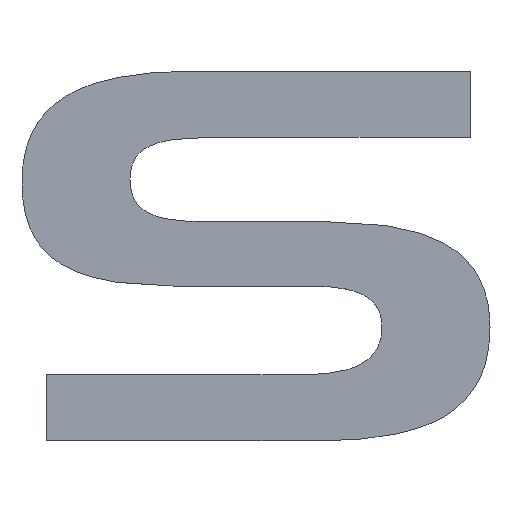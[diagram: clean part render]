
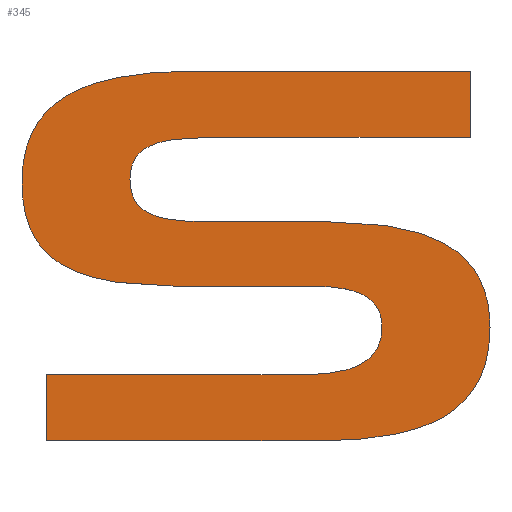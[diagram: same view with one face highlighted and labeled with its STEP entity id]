
A CAD part, top view. The second image highlights one B-rep face of the part: STEP entity #345.
In plain terms, the highlighted planar face has unit normal (0, 0, 1).
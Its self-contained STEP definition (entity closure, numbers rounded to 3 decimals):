
#19=(
BOUNDED_CURVE()
B_SPLINE_CURVE(3,(#451,#452,#453,#454),.UNSPECIFIED.,.F.,.F.)
B_SPLINE_CURVE_WITH_KNOTS((4,4),(0.,1.),.UNSPECIFIED.)
CURVE()
GEOMETRIC_REPRESENTATION_ITEM()
RATIONAL_B_SPLINE_CURVE((1.,1.,1.,1.))
REPRESENTATION_ITEM('')
);
#21=(
BOUNDED_CURVE()
B_SPLINE_CURVE(3,(#470,#471,#472,#473),.UNSPECIFIED.,.F.,.F.)
B_SPLINE_CURVE_WITH_KNOTS((4,4),(0.,1.),.UNSPECIFIED.)
CURVE()
GEOMETRIC_REPRESENTATION_ITEM()
RATIONAL_B_SPLINE_CURVE((1.,1.,1.,1.))
REPRESENTATION_ITEM('')
);
#23=(
BOUNDED_CURVE()
B_SPLINE_CURVE(3,(#495,#496,#497,#498),.UNSPECIFIED.,.F.,.F.)
B_SPLINE_CURVE_WITH_KNOTS((4,4),(0.,1.),.UNSPECIFIED.)
CURVE()
GEOMETRIC_REPRESENTATION_ITEM()
RATIONAL_B_SPLINE_CURVE((1.,1.,1.,1.))
REPRESENTATION_ITEM('')
);
#25=(
BOUNDED_CURVE()
B_SPLINE_CURVE(3,(#514,#515,#516,#517),.UNSPECIFIED.,.F.,.F.)
B_SPLINE_CURVE_WITH_KNOTS((4,4),(0.,1.),.UNSPECIFIED.)
CURVE()
GEOMETRIC_REPRESENTATION_ITEM()
RATIONAL_B_SPLINE_CURVE((1.,1.,1.,1.))
REPRESENTATION_ITEM('')
);
#27=(
BOUNDED_CURVE()
B_SPLINE_CURVE(3,(#551,#552,#553,#554),.UNSPECIFIED.,.F.,.F.)
B_SPLINE_CURVE_WITH_KNOTS((4,4),(0.,1.),.UNSPECIFIED.)
CURVE()
GEOMETRIC_REPRESENTATION_ITEM()
RATIONAL_B_SPLINE_CURVE((1.,1.,1.,1.))
REPRESENTATION_ITEM('')
);
#29=(
BOUNDED_CURVE()
B_SPLINE_CURVE(3,(#570,#571,#572,#573),.UNSPECIFIED.,.F.,.F.)
B_SPLINE_CURVE_WITH_KNOTS((4,4),(0.,1.),.UNSPECIFIED.)
CURVE()
GEOMETRIC_REPRESENTATION_ITEM()
RATIONAL_B_SPLINE_CURVE((1.,1.,1.,1.))
REPRESENTATION_ITEM('')
);
#31=(
BOUNDED_CURVE()
B_SPLINE_CURVE(3,(#595,#596,#597,#598),.UNSPECIFIED.,.F.,.F.)
B_SPLINE_CURVE_WITH_KNOTS((4,4),(0.,1.),.UNSPECIFIED.)
CURVE()
GEOMETRIC_REPRESENTATION_ITEM()
RATIONAL_B_SPLINE_CURVE((1.,1.,1.,1.))
REPRESENTATION_ITEM('')
);
#33=(
BOUNDED_CURVE()
B_SPLINE_CURVE(3,(#614,#615,#616,#617),.UNSPECIFIED.,.F.,.F.)
B_SPLINE_CURVE_WITH_KNOTS((4,4),(0.,1.),.UNSPECIFIED.)
CURVE()
GEOMETRIC_REPRESENTATION_ITEM()
RATIONAL_B_SPLINE_CURVE((1.,1.,1.,1.))
REPRESENTATION_ITEM('')
);
#59=FACE_OUTER_BOUND('',#77,.T.);
#77=EDGE_LOOP('',(#287,#288,#289,#290,#291,#292,#293,#294,#295,#296,#297,
#298,#299,#300,#301,#302));
#79=LINE('',#436,#111);
#85=LINE('',#482,#117);
#90=LINE('',#526,#122);
#93=LINE('',#532,#125);
#96=LINE('',#538,#128);
#101=LINE('',#582,#133);
#106=LINE('',#626,#138);
#109=LINE('',#631,#141);
#111=VECTOR('',#379,10.);
#117=VECTOR('',#387,10.);
#122=VECTOR('',#394,10.);
#125=VECTOR('',#399,10.);
#128=VECTOR('',#404,10.);
#133=VECTOR('',#411,10.);
#138=VECTOR('',#418,10.);
#141=VECTOR('',#423,10.);
#143=VERTEX_POINT('',#434);
#144=VERTEX_POINT('',#435);
#147=VERTEX_POINT('',#450);
#149=VERTEX_POINT('',#469);
#151=VERTEX_POINT('',#481);
#153=VERTEX_POINT('',#494);
#155=VERTEX_POINT('',#513);
#157=VERTEX_POINT('',#525);
#159=VERTEX_POINT('',#531);
#161=VERTEX_POINT('',#537);
#163=VERTEX_POINT('',#550);
#165=VERTEX_POINT('',#569);
#167=VERTEX_POINT('',#581);
#169=VERTEX_POINT('',#594);
#171=VERTEX_POINT('',#613);
#173=VERTEX_POINT('',#625);
#175=EDGE_CURVE('',#143,#144,#79,.T.);
#179=EDGE_CURVE('',#147,#143,#19,.T.);
#182=EDGE_CURVE('',#149,#147,#21,.T.);
#185=EDGE_CURVE('',#151,#149,#85,.T.);
#188=EDGE_CURVE('',#153,#151,#23,.T.);
#191=EDGE_CURVE('',#155,#153,#25,.T.);
#194=EDGE_CURVE('',#157,#155,#90,.T.);
#197=EDGE_CURVE('',#159,#157,#93,.T.);
#200=EDGE_CURVE('',#161,#159,#96,.T.);
#203=EDGE_CURVE('',#163,#161,#27,.T.);
#206=EDGE_CURVE('',#165,#163,#29,.T.);
#209=EDGE_CURVE('',#167,#165,#101,.T.);
#212=EDGE_CURVE('',#169,#167,#31,.T.);
#215=EDGE_CURVE('',#171,#169,#33,.T.);
#218=EDGE_CURVE('',#173,#171,#106,.T.);
#221=EDGE_CURVE('',#144,#173,#109,.T.);
#287=ORIENTED_EDGE('',*,*,#221,.F.);
#288=ORIENTED_EDGE('',*,*,#175,.F.);
#289=ORIENTED_EDGE('',*,*,#179,.F.);
#290=ORIENTED_EDGE('',*,*,#182,.F.);
#291=ORIENTED_EDGE('',*,*,#185,.F.);
#292=ORIENTED_EDGE('',*,*,#188,.F.);
#293=ORIENTED_EDGE('',*,*,#191,.F.);
#294=ORIENTED_EDGE('',*,*,#194,.F.);
#295=ORIENTED_EDGE('',*,*,#197,.F.);
#296=ORIENTED_EDGE('',*,*,#200,.F.);
#297=ORIENTED_EDGE('',*,*,#203,.F.);
#298=ORIENTED_EDGE('',*,*,#206,.F.);
#299=ORIENTED_EDGE('',*,*,#209,.F.);
#300=ORIENTED_EDGE('',*,*,#212,.F.);
#301=ORIENTED_EDGE('',*,*,#215,.F.);
#302=ORIENTED_EDGE('',*,*,#218,.F.);
#327=PLANE('',#370);
#345=ADVANCED_FACE('',(#59),#327,.T.);
#370=AXIS2_PLACEMENT_3D('',#633,#425,#426);
#379=DIRECTION('',(-1.,0.,0.));
#387=DIRECTION('',(1.,0.,0.));
#394=DIRECTION('',(-1.,0.,0.));
#399=DIRECTION('',(0.,-1.,0.));
#404=DIRECTION('',(1.,0.,0.));
#411=DIRECTION('',(-1.,0.,0.));
#418=DIRECTION('',(1.,0.,0.));
#423=DIRECTION('',(0.,1.,0.));
#425=DIRECTION('center_axis',(0.,0.,
1.));
#426=DIRECTION('ref_axis',(-1.,0.,0.));
#434=CARTESIAN_POINT('',(3.399,-6.477,56.5));
#435=CARTESIAN_POINT('',(-10.14,-6.477,56.5));
#436=CARTESIAN_POINT('',(3.399,-6.477,56.5));
#450=CARTESIAN_POINT('',(12.033,-0.819,56.5));
#451=CARTESIAN_POINT('Ctrl Pts',(12.033,-0.819,56.5));
#452=CARTESIAN_POINT('Ctrl Pts',(12.033,-4.842,56.5));
#453=CARTESIAN_POINT('Ctrl Pts',(9.253,-6.477,56.5));
#454=CARTESIAN_POINT('Ctrl Pts',(3.399,-6.477,56.5));
#469=CARTESIAN_POINT('',(3.824,4.479,56.5));
#470=CARTESIAN_POINT('Ctrl Pts',(3.824,4.479,56.5));
#471=CARTESIAN_POINT('Ctrl Pts',(9.449,4.479,56.5));
#472=CARTESIAN_POINT('Ctrl Pts',(12.033,2.876,56.5));
#473=CARTESIAN_POINT('Ctrl Pts',(12.033,-0.819,56.5));
#481=CARTESIAN_POINT('',(-2.291,4.479,56.5));
#482=CARTESIAN_POINT('',(-2.291,4.479,56.5));
#494=CARTESIAN_POINT('',(-5.954,6.604,56.5));
#495=CARTESIAN_POINT('Ctrl Pts',(-5.954,6.604,56.5));
#496=CARTESIAN_POINT('Ctrl Pts',(-5.954,4.969,56.5));
#497=CARTESIAN_POINT('Ctrl Pts',(-4.776,4.479,56.5));
#498=CARTESIAN_POINT('Ctrl Pts',(-2.291,4.479,56.5));
#513=CARTESIAN_POINT('',(-1.931,8.697,56.5));
#514=CARTESIAN_POINT('Ctrl Pts',(-1.931,8.697,56.5));
#515=CARTESIAN_POINT('Ctrl Pts',(-4.678,8.697,56.5));
#516=CARTESIAN_POINT('Ctrl Pts',(-5.954,8.207,56.5));
#517=CARTESIAN_POINT('Ctrl Pts',(-5.954,6.604,56.5));
#525=CARTESIAN_POINT('',(11.052,8.697,56.5));
#526=CARTESIAN_POINT('',(11.052,8.697,56.5));
#531=CARTESIAN_POINT('',(11.052,12.,56.5));
#532=CARTESIAN_POINT('',(11.052,12.,56.5));
#537=CARTESIAN_POINT('',(-2.749,12.,56.5));
#538=CARTESIAN_POINT('',(-2.749,12.,56.5));
#550=CARTESIAN_POINT('',(-11.35,6.473,56.5));
#551=CARTESIAN_POINT('Ctrl Pts',(-11.35,6.473,56.5));
#552=CARTESIAN_POINT('Ctrl Pts',(-11.35,10.365,56.5));
#553=CARTESIAN_POINT('Ctrl Pts',(-8.57,12.,56.5));
#554=CARTESIAN_POINT('Ctrl Pts',(-2.749,12.,56.5));
#569=CARTESIAN_POINT('',(-3.501,1.241,56.5));
#570=CARTESIAN_POINT('Ctrl Pts',(-3.501,1.241,56.5));
#571=CARTESIAN_POINT('Ctrl Pts',(-8.995,1.241,56.5));
#572=CARTESIAN_POINT('Ctrl Pts',(-11.35,2.615,56.5));
#573=CARTESIAN_POINT('Ctrl Pts',(-11.35,6.473,56.5));
#581=CARTESIAN_POINT('',(3.367,1.241,56.5));
#582=CARTESIAN_POINT('',(3.367,1.241,56.5));
#594=CARTESIAN_POINT('',(6.637,-0.754,56.5));
#595=CARTESIAN_POINT('Ctrl Pts',(6.637,-0.754,56.5));
#596=CARTESIAN_POINT('Ctrl Pts',(6.637,0.587,56.5));
#597=CARTESIAN_POINT('Ctrl Pts',(5.525,1.241,56.5));
#598=CARTESIAN_POINT('Ctrl Pts',(3.367,1.241,56.5));
#613=CARTESIAN_POINT('',(2.647,-3.174,56.5));
#614=CARTESIAN_POINT('Ctrl Pts',(2.647,-3.174,56.5));
#615=CARTESIAN_POINT('Ctrl Pts',(5.361,-3.174,56.5));
#616=CARTESIAN_POINT('Ctrl Pts',(6.637,-2.454,56.5));
#617=CARTESIAN_POINT('Ctrl Pts',(6.637,-0.754,56.5));
#625=CARTESIAN_POINT('',(-10.14,-3.174,56.5));
#626=CARTESIAN_POINT('',(-10.14,-3.174,56.5));
#631=CARTESIAN_POINT('',(-10.14,-6.477,56.5));
#633=CARTESIAN_POINT('Origin',(0.342,2.762,56.5));
